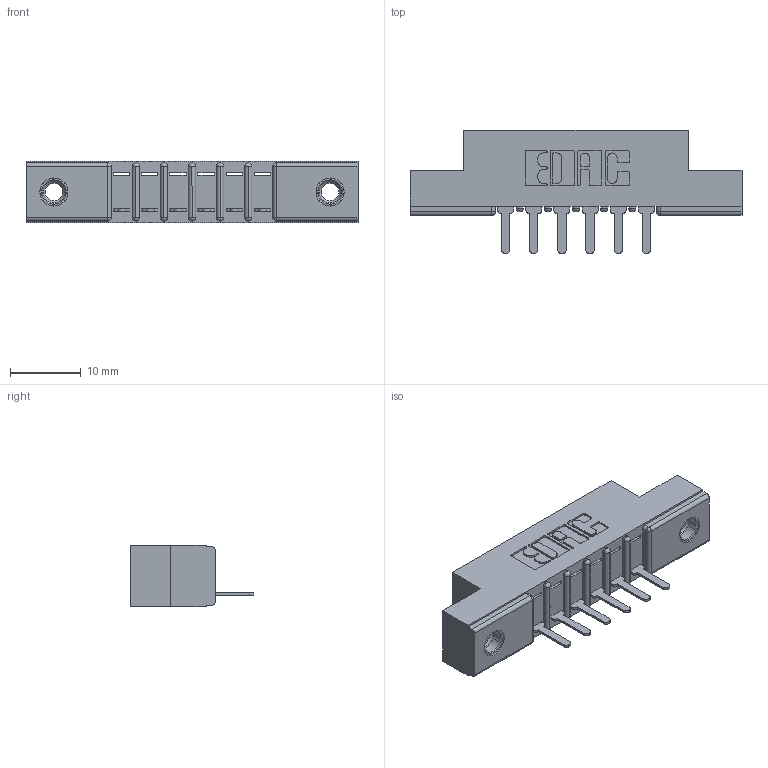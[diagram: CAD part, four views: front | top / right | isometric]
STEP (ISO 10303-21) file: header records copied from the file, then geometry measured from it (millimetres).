
FILE_DESCRIPTION (( 'STEP AP203' ), '1' );
FILE_NAME ('357-006-525-107.STEP', '2019-09-13T17:46:12', ( '' ), ( '' ), 'SwSTEP 2.0', 'SolidWorks 2016', '' );
FILE_SCHEMA (( 'CONFIG_CONTROL_DESIGN' ));
Length unit declared in the file: inch
Products named in the file (4): 307 Part_.156 Dia Mounting Holes; 357-006-525-107; 345-250-001_345-250-005-103; 307-290-001_525
Assembly tree (9 placements, depth 2):
  357-006-525-107
    307 Part_.156 Dia Mounting Holes
    307-290-001_525  x6
    345-250-001_345-250-005-103  x2
Bounding box: 46.79 x 17.42 x 8.71 mm (x, y, z)
Volume: 2975.6 mm3; surface area: 4018.9 mm2
Topology: 9 solids, 9 shells, 521 faces, 1431 edges, 918 vertices
Faces by surface type: plane 324, cylinder 167, sphere 14, cone 12, torus 4
Entity records: 10735 total; most frequent: CARTESIAN_POINT 1775, DIRECTION 1757, ORIENTED_EDGE 1754, EDGE_CURVE 877, LINE 657, VECTOR 657, VERTEX_POINT 568, AXIS2_PLACEMENT_3D 550
